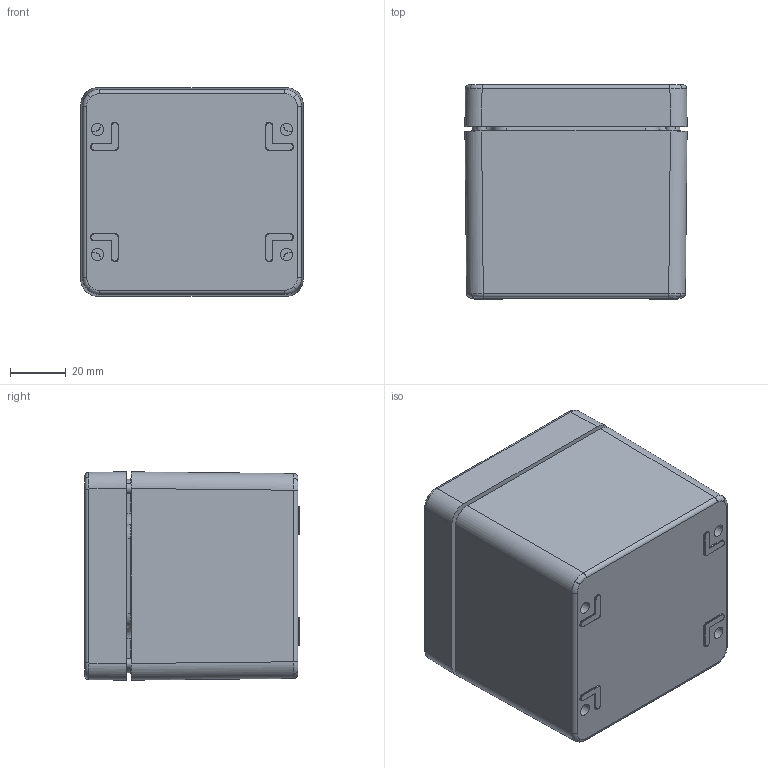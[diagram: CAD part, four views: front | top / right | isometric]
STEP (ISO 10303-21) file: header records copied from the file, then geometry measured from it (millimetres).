
FILE_DESCRIPTION(/* description */ ('Polyester-Gehäuse 80x75x75mm'),/* implementation_level */ '2;1');
FILE_NAME(/* name */ '07080808010-RST.stp',/* time_stamp */ '2021-09-02T14:16:09+02:00',/* author */ ('sl'),/* organization */ (''),/* preprocessor_version */ 'ST-DEVELOPER v16.5',/* originating_system */ 'Autodesk Inventor 2017',/* authorisation */ '');
FILE_SCHEMA (('AUTOMOTIVE_DESIGN { 1 0 10303 214 3 1 1 }'));
Length unit declared in the file: millimetre
Products named in the file (8): 07_080808_010; Deckel-Polyester-Gehäuse-04-BT-0001-07_080808_010; 07_080808_010_1; 07_080808_010_2; 21041-Unterteil_Standard; 86223_Standard; 86221_Standard; 07_080808_010_3
Assembly tree (14 placements, depth 3):
  07_080808_010
    Deckel-Polyester-Gehäuse-04-BT-0001-07_080808_010
    07_080808_010_1
    07_080808_010_3  x4
    07_080808_010_2
      86223_Standard  x4
      21041-Unterteil_Standard
      86221_Standard  x2
Bounding box: 80 x 77.2 x 75 mm (x, y, z)
Volume: 171248.6 mm3; surface area: 77555 mm2
Topology: 13 solids, 13 shells, 779 faces, 1874 edges, 1142 vertices
Faces by surface type: plane 251, cylinder 168, bspline 152, cone 120, torus 84, sphere 4
Full cylindrical faces by diameter (mm): 3.3 x6, 3.5 x8, 3.52 x4, 4 x4, 5 x6, 5.5 x4
Entity records: 23408 total; most frequent: CARTESIAN_POINT 9834, DIRECTION 2874, ORIENTED_EDGE 2716, EDGE_CURVE 1358, AXIS2_PLACEMENT_3D 1211, VERTEX_POINT 856, EDGE_LOOP 734, FACE_OUTER_BOUND 615
